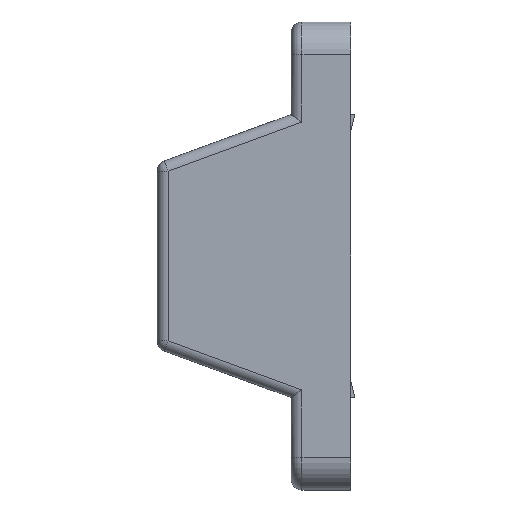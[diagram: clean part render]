
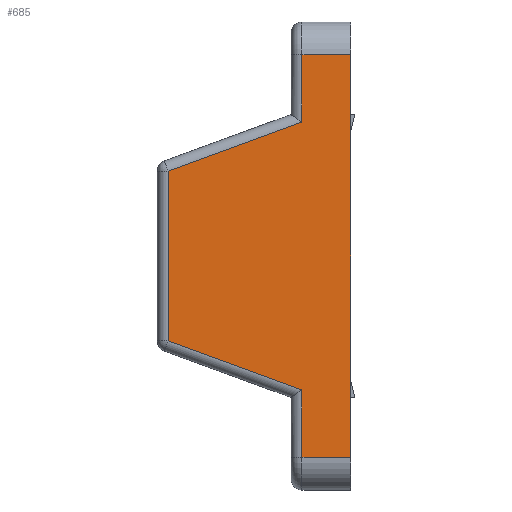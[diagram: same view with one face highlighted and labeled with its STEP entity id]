
A CAD part, left-side view. The second image highlights one B-rep face of the part: STEP entity #685.
In plain terms, the highlighted planar face has unit normal (-1, 0, 0).
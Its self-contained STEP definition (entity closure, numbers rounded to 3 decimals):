
#75 = CARTESIAN_POINT ( 'NONE',  ( -13.25, 16.8, -7.801 ) ) ;
#167 = DIRECTION ( 'NONE',  ( 0., 0.939, -0.344 ) ) ;
#192 = CARTESIAN_POINT ( 'NONE',  ( -13.25, 4.5, 12.301 ) ) ;
#252 = VECTOR ( 'NONE', #1289, 1000. ) ;
#297 = VECTOR ( 'NONE', #1502, 1000. ) ;
#316 = VECTOR ( 'NONE', #3136, 1000. ) ;
#330 = CARTESIAN_POINT ( 'NONE',  ( -13.25, 4.5, -18.5 ) ) ;
#339 = VECTOR ( 'NONE', #167, 1000. ) ;
#343 = LINE ( 'NONE', #4242, #2374 ) ;
#596 = PLANE ( 'NONE',  #2990 ) ;
#630 = CARTESIAN_POINT ( 'NONE',  ( -13.25, 0., -18.5 ) ) ;
#685 = ADVANCED_FACE ( 'NONE', ( #1382 ), #596, .F. ) ;
#841 = CARTESIAN_POINT ( 'NONE',  ( -13.25, 0., 18.5 ) ) ;
#865 = VERTEX_POINT ( 'NONE', #75 ) ;
#1018 = VECTOR ( 'NONE', #3647, 1000. ) ;
#1155 = CARTESIAN_POINT ( 'NONE',  ( -13.25, 16.8, 0. ) ) ;
#1174 = ORIENTED_EDGE ( 'NONE', *, *, #2445, .T. ) ;
#1275 = VERTEX_POINT ( 'NONE', #2778 ) ;
#1289 = DIRECTION ( 'NONE',  ( 0., 0., -1. ) ) ;
#1382 = FACE_OUTER_BOUND ( 'NONE', #4026, .T. ) ;
#1483 = ORIENTED_EDGE ( 'NONE', *, *, #3096, .T. ) ;
#1502 = DIRECTION ( 'NONE',  ( 0., 0., -1. ) ) ;
#1508 = LINE ( 'NONE', #3248, #252 ) ;
#1577 = DIRECTION ( 'NONE',  ( 0., 1., 0. ) ) ;
#1586 = ORIENTED_EDGE ( 'NONE', *, *, #2102, .T. ) ;
#1592 = VERTEX_POINT ( 'NONE', #2971 ) ;
#1617 = EDGE_CURVE ( 'NONE', #1806, #2220, #3389, .T. ) ;
#1691 = CARTESIAN_POINT ( 'NONE',  ( -13.25, 4.5, 12.301 ) ) ;
#1759 = CARTESIAN_POINT ( 'NONE',  ( -13.25, 4.5, 0. ) ) ;
#1771 = LINE ( 'NONE', #1155, #297 ) ;
#1804 = ORIENTED_EDGE ( 'NONE', *, *, #2198, .T. ) ;
#1806 = VERTEX_POINT ( 'NONE', #2140 ) ;
#1952 = DIRECTION ( 'NONE',  ( 1., 0., 0. ) ) ;
#1957 = CARTESIAN_POINT ( 'NONE',  ( -13.25, 0., -18.5 ) ) ;
#2021 = VECTOR ( 'NONE', #3951, 1000. ) ;
#2050 = VERTEX_POINT ( 'NONE', #330 ) ;
#2102 = EDGE_CURVE ( 'NONE', #2050, #3692, #3330, .T. ) ;
#2140 = CARTESIAN_POINT ( 'NONE',  ( -13.25, 4.5, 18.5 ) ) ;
#2198 = EDGE_CURVE ( 'NONE', #1275, #2050, #2912, .T. ) ;
#2220 = VERTEX_POINT ( 'NONE', #1691 ) ;
#2374 = VECTOR ( 'NONE', #1577, 1000. ) ;
#2445 = EDGE_CURVE ( 'NONE', #3532, #1806, #343, .T. ) ;
#2447 = ORIENTED_EDGE ( 'NONE', *, *, #4067, .T. ) ;
#2575 = LINE ( 'NONE', #192, #339 ) ;
#2591 = EDGE_CURVE ( 'NONE', #2220, #1592, #2575, .T. ) ;
#2647 = ORIENTED_EDGE ( 'NONE', *, *, #1617, .T. ) ;
#2739 = EDGE_CURVE ( 'NONE', #3532, #3692, #1508, .T. ) ;
#2773 = LINE ( 'NONE', #3805, #316 ) ;
#2778 = CARTESIAN_POINT ( 'NONE',  ( -13.25, 4.5, -12.301 ) ) ;
#2805 = VECTOR ( 'NONE', #3346, 1000. ) ;
#2822 = ORIENTED_EDGE ( 'NONE', *, *, #2739, .F. ) ;
#2912 = LINE ( 'NONE', #1759, #2805 ) ;
#2971 = CARTESIAN_POINT ( 'NONE',  ( -13.25, 16.8, 7.801 ) ) ;
#2990 = AXIS2_PLACEMENT_3D ( 'NONE', #3670, #1952, #3302 ) ;
#3096 = EDGE_CURVE ( 'NONE', #1592, #865, #1771, .T. ) ;
#3136 = DIRECTION ( 'NONE',  ( 0., -0.939, -0.344 ) ) ;
#3248 = CARTESIAN_POINT ( 'NONE',  ( -13.25, 0., 21.5 ) ) ;
#3302 = DIRECTION ( 'NONE',  ( 0., 0., -1. ) ) ;
#3330 = LINE ( 'NONE', #630, #2021 ) ;
#3341 = CARTESIAN_POINT ( 'NONE',  ( -13.25, 4.5, 0. ) ) ;
#3346 = DIRECTION ( 'NONE',  ( 0., 0., -1. ) ) ;
#3389 = LINE ( 'NONE', #3341, #1018 ) ;
#3532 = VERTEX_POINT ( 'NONE', #841 ) ;
#3647 = DIRECTION ( 'NONE',  ( 0., 0., -1. ) ) ;
#3670 = CARTESIAN_POINT ( 'NONE',  ( -13.25, 0., 0. ) ) ;
#3692 = VERTEX_POINT ( 'NONE', #1957 ) ;
#3805 = CARTESIAN_POINT ( 'NONE',  ( -13.25, 4.5, -12.301 ) ) ;
#3951 = DIRECTION ( 'NONE',  ( 0., -1., 0. ) ) ;
#4026 = EDGE_LOOP ( 'NONE', ( #1174, #2647, #4084, #1483, #2447, #1804, #1586, #2822 ) ) ;
#4067 = EDGE_CURVE ( 'NONE', #865, #1275, #2773, .T. ) ;
#4084 = ORIENTED_EDGE ( 'NONE', *, *, #2591, .T. ) ;
#4242 = CARTESIAN_POINT ( 'NONE',  ( -13.25, 0., 18.5 ) ) ;
